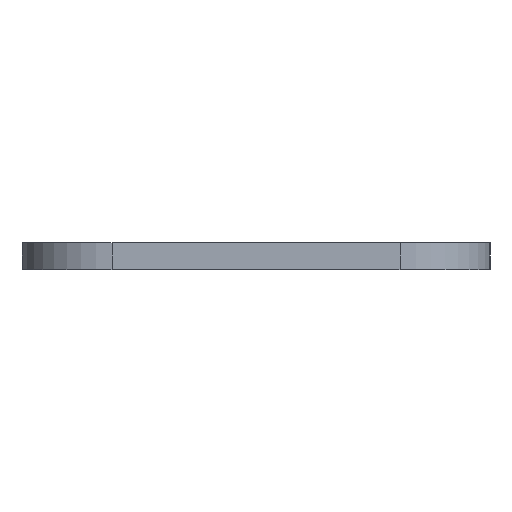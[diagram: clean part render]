
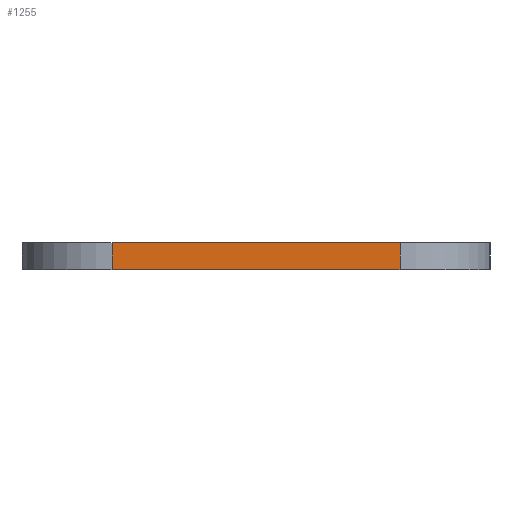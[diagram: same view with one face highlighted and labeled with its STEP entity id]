
A CAD part, left-side view. The second image highlights one B-rep face of the part: STEP entity #1255.
In plain terms, the highlighted planar face has unit normal (-1, 0, 0).
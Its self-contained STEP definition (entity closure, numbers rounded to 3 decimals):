
#113 = EDGE_CURVE ( 'NONE', #327, #195, #367, .T. ) ;
#195 = VERTEX_POINT ( 'NONE', #1487 ) ;
#217 = CARTESIAN_POINT ( 'NONE',  ( -115., -13., 0. ) ) ;
#317 = VECTOR ( 'NONE', #904, 1000. ) ;
#327 = VERTEX_POINT ( 'NONE', #2236 ) ;
#367 = LINE ( 'NONE', #217, #317 ) ;
#466 = ORIENTED_EDGE ( 'NONE', *, *, #1805, .T. ) ;
#474 = CARTESIAN_POINT ( 'NONE',  ( -115., -8., -1.5 ) ) ;
#580 = DIRECTION ( 'NONE',  ( 0., 0., 1. ) ) ;
#606 = VECTOR ( 'NONE', #1734, 1000. ) ;
#781 = FACE_OUTER_BOUND ( 'NONE', #1456, .T. ) ;
#805 = CARTESIAN_POINT ( 'NONE',  ( -115., 8., -1.5 ) ) ;
#831 = ORIENTED_EDGE ( 'NONE', *, *, #1272, .T. ) ;
#904 = DIRECTION ( 'NONE',  ( 0., -1., 0. ) ) ;
#908 = ORIENTED_EDGE ( 'NONE', *, *, #1887, .T. ) ;
#939 = VECTOR ( 'NONE', #1859, 1000. ) ;
#942 = PLANE ( 'NONE',  #1461 ) ;
#1185 = ORIENTED_EDGE ( 'NONE', *, *, #113, .F. ) ;
#1202 = CARTESIAN_POINT ( 'NONE',  ( -115., 8., -1.5 ) ) ;
#1255 = ADVANCED_FACE ( 'NONE', ( #781 ), #942, .T. ) ;
#1272 = EDGE_CURVE ( 'NONE', #1529, #195, #2073, .T. ) ;
#1360 = CARTESIAN_POINT ( 'NONE',  ( -115., -13., -1.5 ) ) ;
#1456 = EDGE_LOOP ( 'NONE', ( #1185, #466, #908, #831 ) ) ;
#1461 = AXIS2_PLACEMENT_3D ( 'NONE', #1360, #1479, #580 ) ;
#1479 = DIRECTION ( 'NONE',  ( -1., 0., 0. ) ) ;
#1487 = CARTESIAN_POINT ( 'NONE',  ( -115., -8., 0. ) ) ;
#1515 = DIRECTION ( 'NONE',  ( 0., 0., -1. ) ) ;
#1529 = VERTEX_POINT ( 'NONE', #1753 ) ;
#1555 = LINE ( 'NONE', #2297, #606 ) ;
#1734 = DIRECTION ( 'NONE',  ( 0., -1., 0. ) ) ;
#1753 = CARTESIAN_POINT ( 'NONE',  ( -115., -8., -1.5 ) ) ;
#1770 = VECTOR ( 'NONE', #1515, 1000. ) ;
#1805 = EDGE_CURVE ( 'NONE', #327, #2290, #2221, .T. ) ;
#1859 = DIRECTION ( 'NONE',  ( 0., 0., 1. ) ) ;
#1887 = EDGE_CURVE ( 'NONE', #2290, #1529, #1555, .T. ) ;
#2073 = LINE ( 'NONE', #474, #939 ) ;
#2221 = LINE ( 'NONE', #805, #1770 ) ;
#2236 = CARTESIAN_POINT ( 'NONE',  ( -115., 8., 0. ) ) ;
#2290 = VERTEX_POINT ( 'NONE', #1202 ) ;
#2297 = CARTESIAN_POINT ( 'NONE',  ( -115., -13., -1.5 ) ) ;
